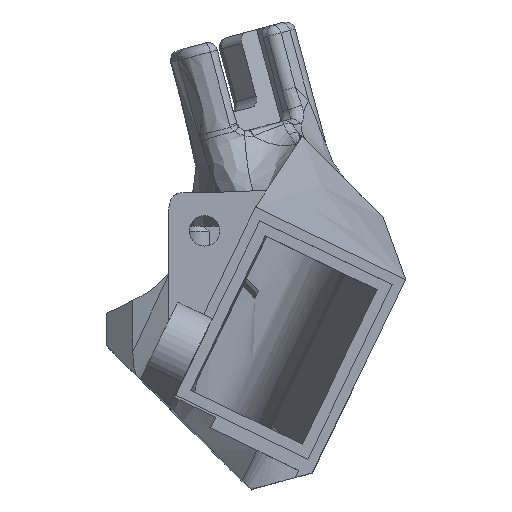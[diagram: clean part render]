
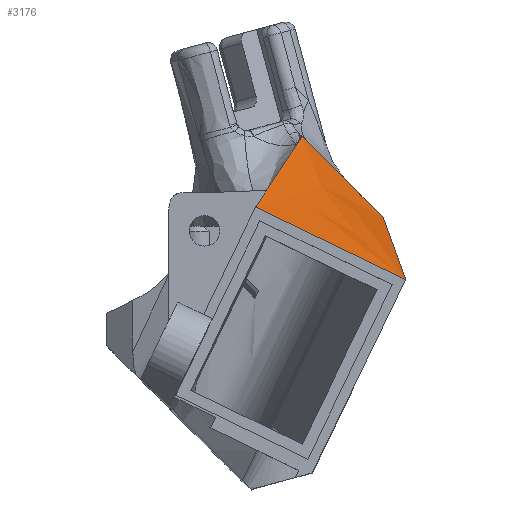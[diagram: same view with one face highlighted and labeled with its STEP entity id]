
A CAD part, top view. The second image highlights one B-rep face of the part: STEP entity #3176.
In plain terms, the highlighted free-form (B-spline) face has degree [3, 3] with [4, 4] control points.
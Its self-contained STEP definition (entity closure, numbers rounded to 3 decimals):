
#303=FACE_OUTER_BOUND('',#490,.T.);
#490=EDGE_LOOP('',(#2328,#2329,#2330,#2331));
#683=LINE('',#4535,#902);
#746=LINE('',#6311,#965);
#747=LINE('',#6328,#966);
#748=LINE('',#6329,#967);
#902=VECTOR('',#3646,10.);
#965=VECTOR('',#3759,10.);
#966=VECTOR('',#3760,23.75);
#967=VECTOR('',#3761,23.096);
#1279=VERTEX_POINT('',#4533);
#1280=VERTEX_POINT('',#4534);
#1341=VERTEX_POINT('',#5837);
#1372=VERTEX_POINT('',#6275);
#1617=EDGE_CURVE('',#1279,#1280,#683,.T.);
#1742=EDGE_CURVE('',#1341,#1372,#746,.T.);
#1743=EDGE_CURVE('',#1341,#1279,#747,.T.);
#1744=EDGE_CURVE('',#1372,#1280,#748,.T.);
#2328=ORIENTED_EDGE('',*,*,#1742,.F.);
#2329=ORIENTED_EDGE('',*,*,#1743,.T.);
#2330=ORIENTED_EDGE('',*,*,#1617,.T.);
#2331=ORIENTED_EDGE('',*,*,#1744,.F.);
#3071=B_SPLINE_SURFACE_WITH_KNOTS('',3,3,((#6312,#6313,#6314,#6315),(#6316,
#6317,#6318,#6319),(#6320,#6321,#6322,#6323),(#6324,#6325,#6326,#6327)),
 .UNSPECIFIED.,.F.,.F.,.F.,(4,4),(4,4),(0.,1.),(0.,1.),.UNSPECIFIED.);
#3176=ADVANCED_FACE('',(#303),#3071,.F.);
#3646=DIRECTION('',(0.9,-0.436,0.));
#3759=DIRECTION('',(0.707,-0.707,0.));
#3760=DIRECTION('',(-0.207,-0.314,0.927));
#3761=DIRECTION('',(0.102,-0.286,0.953));
#4533=CARTESIAN_POINT('',(150.972,127.468,120.603));
#4534=CARTESIAN_POINT('',(166.724,119.844,120.603));
#4535=CARTESIAN_POINT('',(166.724,119.844,120.603));
#5837=CARTESIAN_POINT('',(155.879,134.932,98.597));
#6275=CARTESIAN_POINT('',(164.365,126.447,98.597));
#6311=CARTESIAN_POINT('',(155.879,134.932,98.597));
#6312=CARTESIAN_POINT('Ctrl Pts',(155.879,134.932,98.597));
#6313=CARTESIAN_POINT('Ctrl Pts',(154.244,132.444,105.932));
#6314=CARTESIAN_POINT('Ctrl Pts',(152.608,129.956,113.268));
#6315=CARTESIAN_POINT('Ctrl Pts',(150.972,127.468,120.603));
#6316=CARTESIAN_POINT('Ctrl Pts',(158.708,132.104,98.597));
#6317=CARTESIAN_POINT('Ctrl Pts',(157.879,129.712,105.932));
#6318=CARTESIAN_POINT('Ctrl Pts',(157.051,127.319,113.268));
#6319=CARTESIAN_POINT('Ctrl Pts',(156.223,124.927,120.603));
#6320=CARTESIAN_POINT('Ctrl Pts',(161.536,129.275,98.597));
#6321=CARTESIAN_POINT('Ctrl Pts',(161.515,126.979,105.932));
#6322=CARTESIAN_POINT('Ctrl Pts',(161.494,124.682,113.268));
#6323=CARTESIAN_POINT('Ctrl Pts',(161.473,122.386,120.603));
#6324=CARTESIAN_POINT('Ctrl Pts',(164.365,126.447,98.597));
#6325=CARTESIAN_POINT('Ctrl Pts',(165.151,124.246,105.932));
#6326=CARTESIAN_POINT('Ctrl Pts',(165.938,122.045,113.268));
#6327=CARTESIAN_POINT('Ctrl Pts',(166.724,119.844,120.603));
#6328=CARTESIAN_POINT('',(155.879,134.932,98.597));
#6329=CARTESIAN_POINT('',(164.365,126.447,98.597));
